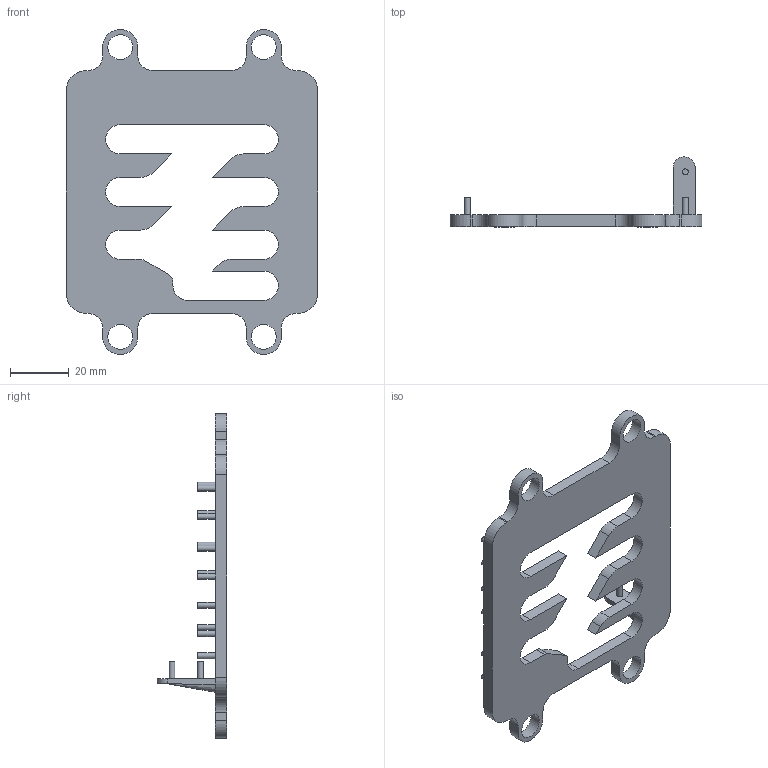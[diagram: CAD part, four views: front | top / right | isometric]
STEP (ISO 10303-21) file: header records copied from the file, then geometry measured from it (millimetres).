
FILE_DESCRIPTION(/* description */ (''),/* implementation_level */ '2;1');
FILE_NAME(/* name */ 'Lower Plate.step',/* time_stamp */ '2020-11-08T21:57:55+02:00',/* author */ (''),/* organization */ (''),/* preprocessor_version */ 'ST-DEVELOPER v18.1',/* originating_system */ 'Autodesk Translation Framework v9.3.0.1241',/* authorisation */ '');
FILE_SCHEMA (('AUTOMOTIVE_DESIGN { 1 0 10303 214 3 1 1 }'));
Length unit declared in the file: millimetre
Products named in the file (1): Lower Plate
Bounding box: 86 x 23.88 x 111 mm (x, y, z)
Volume: 20764.2 mm3; surface area: 14577.7 mm2
Topology: 1 solids, 1 shells, 113 faces, 286 edges, 188 vertices
Faces by surface type: plane 58, cylinder 51, bspline 4
Full cylindrical faces by diameter (mm): 2 x14, 8.5 x4
Entity records: 3840 total; most frequent: CARTESIAN_POINT 1001, DIRECTION 594, ORIENTED_EDGE 568, EDGE_CURVE 284, AXIS2_PLACEMENT_3D 212, VERTEX_POINT 188, LINE 170, VECTOR 170
